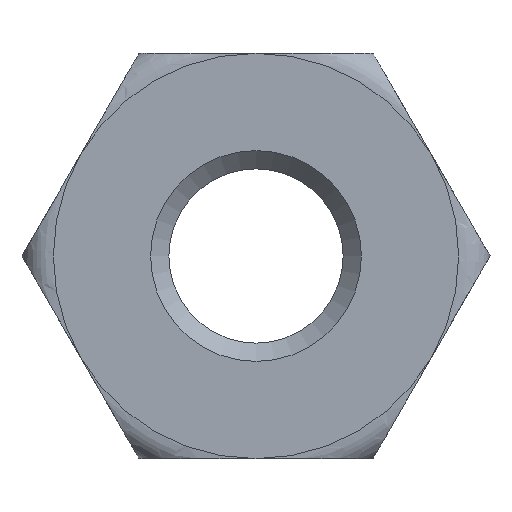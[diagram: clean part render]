
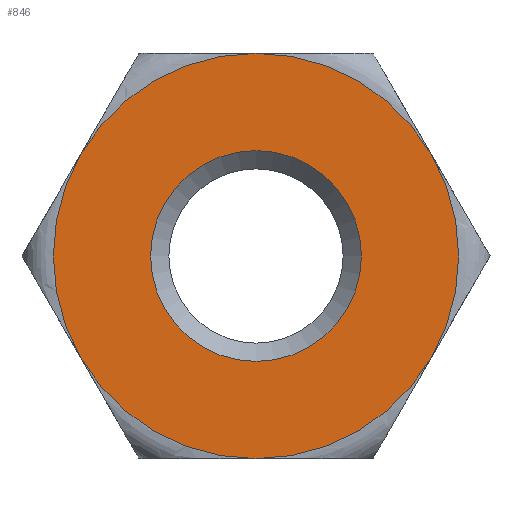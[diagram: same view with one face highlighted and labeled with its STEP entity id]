
A CAD part, front view. The second image highlights one B-rep face of the part: STEP entity #846.
In plain terms, the highlighted planar face has unit normal (0, -1, 0).
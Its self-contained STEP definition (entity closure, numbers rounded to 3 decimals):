
#16 = CARTESIAN_POINT ( 'NONE',  ( 0., -1., 0. ) ) ;
#30 = PLANE ( 'NONE',  #611 ) ;
#37 = DIRECTION ( 'NONE',  ( 1., 0., 0. ) ) ;
#42 = DIRECTION ( 'NONE',  ( 0., 1., 0. ) ) ;
#44 = ORIENTED_EDGE ( 'NONE', *, *, #483, .F. ) ;
#62 = CIRCLE ( 'NONE', #335, 1.3 ) ;
#71 = VERTEX_POINT ( 'NONE', #493 ) ;
#74 = DIRECTION ( 'NONE',  ( -1., 0., 0. ) ) ;
#99 = AXIS2_PLACEMENT_3D ( 'NONE', #639, #42, #37 ) ;
#107 = EDGE_CURVE ( 'NONE', #600, #193, #850, .T. ) ;
#116 = ORIENTED_EDGE ( 'NONE', *, *, #702, .F. ) ;
#126 = EDGE_LOOP ( 'NONE', ( #676 ) ) ;
#128 = CARTESIAN_POINT ( 'NONE',  ( 0., -1., 2.5 ) ) ;
#136 = ORIENTED_EDGE ( 'NONE', *, *, #107, .F. ) ;
#139 = ORIENTED_EDGE ( 'NONE', *, *, #162, .F. ) ;
#155 = AXIS2_PLACEMENT_3D ( 'NONE', #775, #164, #431 ) ;
#157 = DIRECTION ( 'NONE',  ( 0., 1., 0. ) ) ;
#162 = EDGE_CURVE ( 'NONE', #193, #859, #237, .T. ) ;
#164 = DIRECTION ( 'NONE',  ( 0., 1., 0. ) ) ;
#167 = CIRCLE ( 'NONE', #740, 2.5 ) ;
#168 = DIRECTION ( 'NONE',  ( 0., 1., 0. ) ) ;
#172 = ORIENTED_EDGE ( 'NONE', *, *, #424, .F. ) ;
#174 = CARTESIAN_POINT ( 'NONE',  ( -2.165, -1., 1.25 ) ) ;
#193 = VERTEX_POINT ( 'NONE', #234 ) ;
#204 = DIRECTION ( 'NONE',  ( 0., 1., 0. ) ) ;
#211 = DIRECTION ( 'NONE',  ( 0., 0., 1. ) ) ;
#234 = CARTESIAN_POINT ( 'NONE',  ( 2.165, -1., -1.25 ) ) ;
#237 = CIRCLE ( 'NONE', #250, 2.5 ) ;
#250 = AXIS2_PLACEMENT_3D ( 'NONE', #436, #168, #715 ) ;
#264 = AXIS2_PLACEMENT_3D ( 'NONE', #16, #351, #74 ) ;
#272 = EDGE_CURVE ( 'NONE', #673, #600, #291, .T. ) ;
#284 = CARTESIAN_POINT ( 'NONE',  ( 0., -1., 0. ) ) ;
#286 = CARTESIAN_POINT ( 'NONE',  ( 0., -1., 0. ) ) ;
#291 = CIRCLE ( 'NONE', #155, 2.5 ) ;
#300 = DIRECTION ( 'NONE',  ( 0., 0., 1. ) ) ;
#310 = DIRECTION ( 'NONE',  ( 1., 0., 0. ) ) ;
#313 = VERTEX_POINT ( 'NONE', #445 ) ;
#319 = CARTESIAN_POINT ( 'NONE',  ( 2.165, -1., 1.25 ) ) ;
#335 = AXIS2_PLACEMENT_3D ( 'NONE', #284, #204, #211 ) ;
#351 = DIRECTION ( 'NONE',  ( 0., 1., 0. ) ) ;
#367 = FACE_BOUND ( 'NONE', #126, .T. ) ;
#423 = DIRECTION ( 'NONE',  ( 1., 0., 0. ) ) ;
#424 = EDGE_CURVE ( 'NONE', #517, #673, #821, .T. ) ;
#429 = EDGE_CURVE ( 'NONE', #313, #313, #62, .T. ) ;
#431 = DIRECTION ( 'NONE',  ( 1., 0., 0. ) ) ;
#433 = AXIS2_PLACEMENT_3D ( 'NONE', #767, #157, #423 ) ;
#436 = CARTESIAN_POINT ( 'NONE',  ( 0., -1., 0. ) ) ;
#445 = CARTESIAN_POINT ( 'NONE',  ( 0., -1., 1.3 ) ) ;
#469 = DIRECTION ( 'NONE',  ( 0., 1., 0. ) ) ;
#483 = EDGE_CURVE ( 'NONE', #859, #71, #682, .T. ) ;
#486 = ORIENTED_EDGE ( 'NONE', *, *, #272, .F. ) ;
#493 = CARTESIAN_POINT ( 'NONE',  ( -2.165, -1., -1.25 ) ) ;
#500 = DIRECTION ( 'NONE',  ( 0., 1., 0. ) ) ;
#517 = VERTEX_POINT ( 'NONE', #174 ) ;
#600 = VERTEX_POINT ( 'NONE', #319 ) ;
#611 = AXIS2_PLACEMENT_3D ( 'NONE', #286, #500, #300 ) ;
#639 = CARTESIAN_POINT ( 'NONE',  ( 0., -1., 0. ) ) ;
#652 = FACE_OUTER_BOUND ( 'NONE', #818, .T. ) ;
#673 = VERTEX_POINT ( 'NONE', #128 ) ;
#676 = ORIENTED_EDGE ( 'NONE', *, *, #429, .T. ) ;
#682 = CIRCLE ( 'NONE', #99, 2.5 ) ;
#702 = EDGE_CURVE ( 'NONE', #71, #517, #167, .T. ) ;
#715 = DIRECTION ( 'NONE',  ( 1., 0., 0. ) ) ;
#740 = AXIS2_PLACEMENT_3D ( 'NONE', #808, #469, #310 ) ;
#767 = CARTESIAN_POINT ( 'NONE',  ( 0., -1., 0. ) ) ;
#775 = CARTESIAN_POINT ( 'NONE',  ( 0., -1., 0. ) ) ;
#795 = CARTESIAN_POINT ( 'NONE',  ( 0., -1., -2.5 ) ) ;
#808 = CARTESIAN_POINT ( 'NONE',  ( 0., -1., 0. ) ) ;
#818 = EDGE_LOOP ( 'NONE', ( #139, #136, #486, #172, #116, #44 ) ) ;
#821 = CIRCLE ( 'NONE', #264, 2.5 ) ;
#846 = ADVANCED_FACE ( 'NONE', ( #367, #652 ), #30, .F. ) ;
#850 = CIRCLE ( 'NONE', #433, 2.5 ) ;
#859 = VERTEX_POINT ( 'NONE', #795 ) ;
